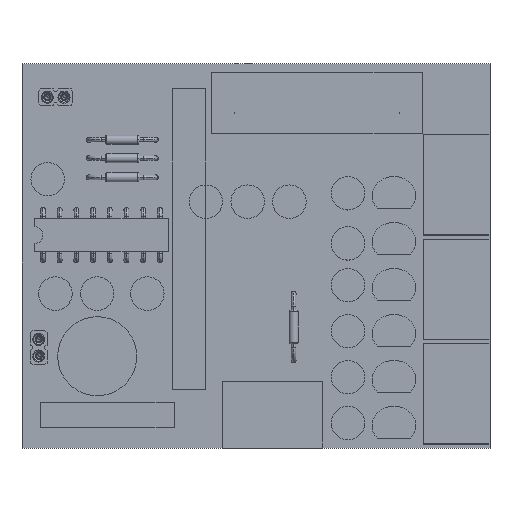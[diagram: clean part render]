
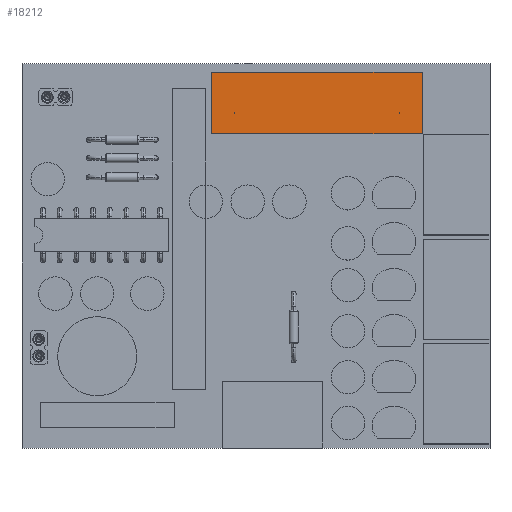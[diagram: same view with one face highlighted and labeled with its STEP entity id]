
A CAD part, top view. The second image highlights one B-rep face of the part: STEP entity #18212.
In plain terms, the highlighted planar face has unit normal (0, 0, 1).
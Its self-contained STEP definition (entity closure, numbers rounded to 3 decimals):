
#18083 = VERTEX_POINT('',#18084);
#18084 = CARTESIAN_POINT('',(21.438,7.62,5.));
#18090 = EDGE_CURVE('',#18083,#18091,#18093,.T.);
#18091 = VERTEX_POINT('',#18092);
#18092 = CARTESIAN_POINT('',(-10.566,7.62,5.));
#18093 = LINE('',#18094,#18095);
#18094 = CARTESIAN_POINT('',(21.438,7.62,5.));
#18095 = VECTOR('',#18096,1.);
#18096 = DIRECTION('',(-1.,0.,0.));
#18121 = EDGE_CURVE('',#18091,#18122,#18124,.T.);
#18122 = VERTEX_POINT('',#18123);
#18123 = CARTESIAN_POINT('',(-10.566,-1.778,5.));
#18124 = LINE('',#18125,#18126);
#18125 = CARTESIAN_POINT('',(-10.566,7.62,5.));
#18126 = VECTOR('',#18127,1.);
#18127 = DIRECTION('',(0.,-1.,0.));
#18152 = EDGE_CURVE('',#18122,#18153,#18155,.T.);
#18153 = VERTEX_POINT('',#18154);
#18154 = CARTESIAN_POINT('',(21.438,-1.778,5.));
#18155 = LINE('',#18156,#18157);
#18156 = CARTESIAN_POINT('',(-10.566,-1.778,5.));
#18157 = VECTOR('',#18158,1.);
#18158 = DIRECTION('',(1.,0.,0.));
#18183 = EDGE_CURVE('',#18153,#18083,#18184,.T.);
#18184 = LINE('',#18185,#18186);
#18185 = CARTESIAN_POINT('',(21.438,-1.778,5.));
#18186 = VECTOR('',#18187,1.);
#18187 = DIRECTION('',(0.,1.,0.));
#18212 = ADVANCED_FACE('',(#18213),#18219,.F.);
#18213 = FACE_BOUND('',#18214,.T.);
#18214 = EDGE_LOOP('',(#18215,#18216,#18217,#18218));
#18215 = ORIENTED_EDGE('',*,*,#18090,.T.);
#18216 = ORIENTED_EDGE('',*,*,#18121,.T.);
#18217 = ORIENTED_EDGE('',*,*,#18152,.T.);
#18218 = ORIENTED_EDGE('',*,*,#18183,.T.);
#18219 = PLANE('',#18220);
#18220 = AXIS2_PLACEMENT_3D('',#18221,#18222,#18223);
#18221 = CARTESIAN_POINT('',(21.438,7.62,5.));
#18222 = DIRECTION('',(0.,0.,-1.));
#18223 = DIRECTION('',(-1.,0.,0.));
